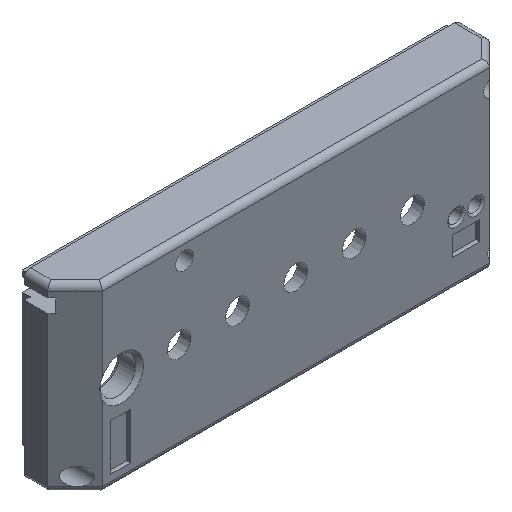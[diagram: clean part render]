
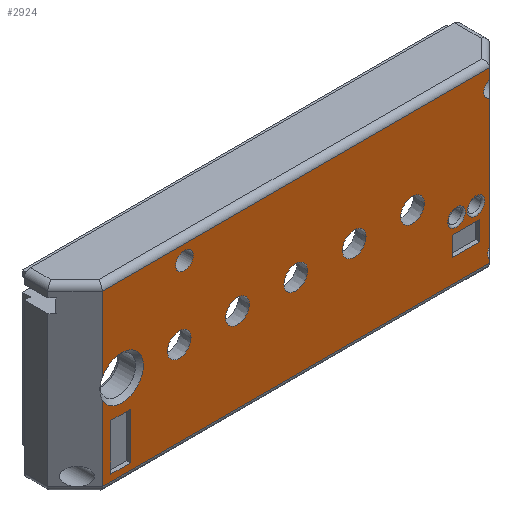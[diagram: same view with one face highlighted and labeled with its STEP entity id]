
A CAD part, isometric view. The second image highlights one B-rep face of the part: STEP entity #2924.
In plain terms, the highlighted planar face has unit normal (0, -1, 0).
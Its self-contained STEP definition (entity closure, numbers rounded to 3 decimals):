
#81=FACE_BOUND('',#377,.T.);
#82=FACE_BOUND('',#378,.T.);
#83=FACE_BOUND('',#379,.T.);
#84=FACE_BOUND('',#380,.T.);
#85=FACE_BOUND('',#381,.T.);
#86=FACE_BOUND('',#382,.T.);
#87=FACE_BOUND('',#383,.T.);
#88=FACE_BOUND('',#384,.T.);
#89=FACE_BOUND('',#385,.T.);
#90=FACE_BOUND('',#386,.T.);
#110=PLANE('',#3095);
#221=FACE_OUTER_BOUND('',#376,.T.);
#376=EDGE_LOOP('',(#2039,#2040,#2041,#2042,#2043,#2044,#2045,#2046,#2047,
#2048,#2049,#2050));
#377=EDGE_LOOP('',(#2051,#2052));
#378=EDGE_LOOP('',(#2053,#2054,#2055,#2056));
#379=EDGE_LOOP('',(#2057,#2058,#2059,#2060));
#380=EDGE_LOOP('',(#2061));
#381=EDGE_LOOP('',(#2062));
#382=EDGE_LOOP('',(#2063));
#383=EDGE_LOOP('',(#2064));
#384=EDGE_LOOP('',(#2065));
#385=EDGE_LOOP('',(#2066));
#386=EDGE_LOOP('',(#2067,#2068));
#560=CIRCLE('',#3094,5.6);
#561=CIRCLE('',#3096,2.25);
#562=CIRCLE('',#3097,2.25);
#563=CIRCLE('',#3098,2.25);
#564=CIRCLE('',#3099,2.25);
#565=CIRCLE('',#3100,2.25);
#566=CIRCLE('',#3101,2.25);
#567=CIRCLE('',#3102,3.05);
#568=CIRCLE('',#3103,3.05);
#569=CIRCLE('',#3104,3.05);
#570=CIRCLE('',#3105,3.05);
#571=CIRCLE('',#3106,3.05);
#572=CIRCLE('',#3107,2.25);
#573=CIRCLE('',#3108,2.25);
#574=CIRCLE('',#3109,2.25);
#648=LINE('',#4207,#973);
#649=LINE('',#4209,#974);
#650=LINE('',#4211,#975);
#651=LINE('',#4217,#976);
#652=LINE('',#4223,#977);
#653=LINE('',#4225,#978);
#654=LINE('',#4226,#979);
#655=LINE('',#4233,#980);
#656=LINE('',#4235,#981);
#657=LINE('',#4237,#982);
#658=LINE('',#4238,#983);
#659=LINE('',#4241,#984);
#660=LINE('',#4243,#985);
#661=LINE('',#4245,#986);
#662=LINE('',#4246,#987);
#973=VECTOR('',#3360,10.);
#974=VECTOR('',#3361,10.);
#975=VECTOR('',#3362,10.);
#976=VECTOR('',#3367,10.);
#977=VECTOR('',#3372,10.);
#978=VECTOR('',#3373,10.);
#979=VECTOR('',#3374,10.);
#980=VECTOR('',#3379,10.);
#981=VECTOR('',#3380,10.);
#982=VECTOR('',#3381,10.);
#983=VECTOR('',#3382,10.);
#984=VECTOR('',#3383,10.);
#985=VECTOR('',#3384,10.);
#986=VECTOR('',#3385,10.);
#987=VECTOR('',#3386,10.);
#1299=VERTEX_POINT('',#4192);
#1302=VERTEX_POINT('',#4200);
#1303=VERTEX_POINT('',#4206);
#1304=VERTEX_POINT('',#4208);
#1305=VERTEX_POINT('',#4210);
#1306=VERTEX_POINT('',#4212);
#1307=VERTEX_POINT('',#4214);
#1308=VERTEX_POINT('',#4216);
#1309=VERTEX_POINT('',#4218);
#1310=VERTEX_POINT('',#4220);
#1311=VERTEX_POINT('',#4222);
#1312=VERTEX_POINT('',#4224);
#1313=VERTEX_POINT('',#4227);
#1314=VERTEX_POINT('',#4228);
#1315=VERTEX_POINT('',#4231);
#1316=VERTEX_POINT('',#4232);
#1317=VERTEX_POINT('',#4234);
#1318=VERTEX_POINT('',#4236);
#1319=VERTEX_POINT('',#4239);
#1320=VERTEX_POINT('',#4240);
#1321=VERTEX_POINT('',#4242);
#1322=VERTEX_POINT('',#4244);
#1323=VERTEX_POINT('',#4247);
#1324=VERTEX_POINT('',#4249);
#1325=VERTEX_POINT('',#4251);
#1326=VERTEX_POINT('',#4253);
#1327=VERTEX_POINT('',#4255);
#1328=VERTEX_POINT('',#4257);
#1329=VERTEX_POINT('',#4259);
#1330=VERTEX_POINT('',#4260);
#1595=EDGE_CURVE('',#1302,#1299,#560,.T.);
#1596=EDGE_CURVE('',#1303,#1302,#648,.T.);
#1597=EDGE_CURVE('',#1304,#1303,#649,.T.);
#1598=EDGE_CURVE('',#1305,#1304,#650,.T.);
#1599=EDGE_CURVE('',#1306,#1305,#561,.T.);
#1600=EDGE_CURVE('',#1307,#1306,#562,.T.);
#1601=EDGE_CURVE('',#1308,#1307,#651,.T.);
#1602=EDGE_CURVE('',#1309,#1308,#563,.T.);
#1603=EDGE_CURVE('',#1310,#1309,#564,.T.);
#1604=EDGE_CURVE('',#1311,#1310,#652,.T.);
#1605=EDGE_CURVE('',#1312,#1311,#653,.T.);
#1606=EDGE_CURVE('',#1299,#1312,#654,.T.);
#1607=EDGE_CURVE('',#1313,#1314,#565,.T.);
#1608=EDGE_CURVE('',#1314,#1313,#566,.T.);
#1609=EDGE_CURVE('',#1315,#1316,#655,.T.);
#1610=EDGE_CURVE('',#1316,#1317,#656,.T.);
#1611=EDGE_CURVE('',#1317,#1318,#657,.T.);
#1612=EDGE_CURVE('',#1318,#1315,#658,.T.);
#1613=EDGE_CURVE('',#1319,#1320,#659,.T.);
#1614=EDGE_CURVE('',#1320,#1321,#660,.T.);
#1615=EDGE_CURVE('',#1321,#1322,#661,.T.);
#1616=EDGE_CURVE('',#1322,#1319,#662,.T.);
#1617=EDGE_CURVE('',#1323,#1323,#567,.T.);
#1618=EDGE_CURVE('',#1324,#1324,#568,.T.);
#1619=EDGE_CURVE('',#1325,#1325,#569,.T.);
#1620=EDGE_CURVE('',#1326,#1326,#570,.T.);
#1621=EDGE_CURVE('',#1327,#1327,#571,.T.);
#1622=EDGE_CURVE('',#1328,#1328,#572,.T.);
#1623=EDGE_CURVE('',#1329,#1330,#573,.T.);
#1624=EDGE_CURVE('',#1330,#1329,#574,.T.);
#2039=ORIENTED_EDGE('',*,*,#1595,.F.);
#2040=ORIENTED_EDGE('',*,*,#1596,.F.);
#2041=ORIENTED_EDGE('',*,*,#1597,.F.);
#2042=ORIENTED_EDGE('',*,*,#1598,.F.);
#2043=ORIENTED_EDGE('',*,*,#1599,.F.);
#2044=ORIENTED_EDGE('',*,*,#1600,.F.);
#2045=ORIENTED_EDGE('',*,*,#1601,.F.);
#2046=ORIENTED_EDGE('',*,*,#1602,.F.);
#2047=ORIENTED_EDGE('',*,*,#1603,.F.);
#2048=ORIENTED_EDGE('',*,*,#1604,.F.);
#2049=ORIENTED_EDGE('',*,*,#1605,.F.);
#2050=ORIENTED_EDGE('',*,*,#1606,.F.);
#2051=ORIENTED_EDGE('',*,*,#1607,.F.);
#2052=ORIENTED_EDGE('',*,*,#1608,.F.);
#2053=ORIENTED_EDGE('',*,*,#1609,.T.);
#2054=ORIENTED_EDGE('',*,*,#1610,.T.);
#2055=ORIENTED_EDGE('',*,*,#1611,.T.);
#2056=ORIENTED_EDGE('',*,*,#1612,.T.);
#2057=ORIENTED_EDGE('',*,*,#1613,.T.);
#2058=ORIENTED_EDGE('',*,*,#1614,.T.);
#2059=ORIENTED_EDGE('',*,*,#1615,.T.);
#2060=ORIENTED_EDGE('',*,*,#1616,.T.);
#2061=ORIENTED_EDGE('',*,*,#1617,.T.);
#2062=ORIENTED_EDGE('',*,*,#1618,.T.);
#2063=ORIENTED_EDGE('',*,*,#1619,.T.);
#2064=ORIENTED_EDGE('',*,*,#1620,.T.);
#2065=ORIENTED_EDGE('',*,*,#1621,.T.);
#2066=ORIENTED_EDGE('',*,*,#1622,.F.);
#2067=ORIENTED_EDGE('',*,*,#1623,.F.);
#2068=ORIENTED_EDGE('',*,*,#1624,.F.);
#2924=ADVANCED_FACE('',(#221,#81,#82,#83,#84,#85,#86,#87,#88,#89,#90),#110,
 .F.);
#3094=AXIS2_PLACEMENT_3D('',#4204,#3356,#3357);
#3095=AXIS2_PLACEMENT_3D('',#4205,#3358,#3359);
#3096=AXIS2_PLACEMENT_3D('',#4213,#3363,#3364);
#3097=AXIS2_PLACEMENT_3D('',#4215,#3365,#3366);
#3098=AXIS2_PLACEMENT_3D('',#4219,#3368,#3369);
#3099=AXIS2_PLACEMENT_3D('',#4221,#3370,#3371);
#3100=AXIS2_PLACEMENT_3D('',#4229,#3375,#3376);
#3101=AXIS2_PLACEMENT_3D('',#4230,#3377,#3378);
#3102=AXIS2_PLACEMENT_3D('',#4248,#3387,#3388);
#3103=AXIS2_PLACEMENT_3D('',#4250,#3389,#3390);
#3104=AXIS2_PLACEMENT_3D('',#4252,#3391,#3392);
#3105=AXIS2_PLACEMENT_3D('',#4254,#3393,#3394);
#3106=AXIS2_PLACEMENT_3D('',#4256,#3395,#3396);
#3107=AXIS2_PLACEMENT_3D('',#4258,#3397,#3398);
#3108=AXIS2_PLACEMENT_3D('',#4261,#3399,#3400);
#3109=AXIS2_PLACEMENT_3D('',#4262,#3401,#3402);
#3356=DIRECTION('center_axis',(0.,-1.,0.));
#3357=DIRECTION('ref_axis',(1.,0.,0.));
#3358=DIRECTION('center_axis',(0.,1.,0.));
#3359=DIRECTION('ref_axis',(1.,0.,0.));
#3360=DIRECTION('',(0.,0.,1.));
#3361=DIRECTION('',(-1.,0.,0.));
#3362=DIRECTION('',(0.,0.,-1.));
#3363=DIRECTION('center_axis',(0.,-1.,0.));
#3364=DIRECTION('ref_axis',(1.,0.,0.));
#3365=DIRECTION('center_axis',(0.,-1.,0.));
#3366=DIRECTION('ref_axis',(1.,0.,0.));
#3367=DIRECTION('',(0.,0.,-1.));
#3368=DIRECTION('center_axis',(0.,-1.,0.));
#3369=DIRECTION('ref_axis',(1.,0.,0.));
#3370=DIRECTION('center_axis',(0.,-1.,0.));
#3371=DIRECTION('ref_axis',(1.,0.,0.));
#3372=DIRECTION('',(0.,0.,-1.));
#3373=DIRECTION('',(1.,0.,0.));
#3374=DIRECTION('',(0.,0.,1.));
#3375=DIRECTION('center_axis',(0.,-1.,0.));
#3376=DIRECTION('ref_axis',(1.,0.,0.));
#3377=DIRECTION('center_axis',(0.,-1.,0.));
#3378=DIRECTION('ref_axis',(1.,0.,0.));
#3379=DIRECTION('',(-1.,0.,0.));
#3380=DIRECTION('',(0.,0.,1.));
#3381=DIRECTION('',(1.,0.,0.));
#3382=DIRECTION('',(0.,0.,-1.));
#3383=DIRECTION('',(0.,0.,-1.));
#3384=DIRECTION('',(-1.,0.,0.));
#3385=DIRECTION('',(0.,0.,1.));
#3386=DIRECTION('',(1.,0.,0.));
#3387=DIRECTION('center_axis',(0.,1.,0.));
#3388=DIRECTION('ref_axis',(1.,0.,0.));
#3389=DIRECTION('center_axis',(0.,1.,0.));
#3390=DIRECTION('ref_axis',(1.,0.,0.));
#3391=DIRECTION('center_axis',(0.,1.,0.));
#3392=DIRECTION('ref_axis',(1.,0.,0.));
#3393=DIRECTION('center_axis',(0.,1.,0.));
#3394=DIRECTION('ref_axis',(1.,0.,0.));
#3395=DIRECTION('center_axis',(0.,1.,0.));
#3396=DIRECTION('ref_axis',(1.,0.,0.));
#3397=DIRECTION('center_axis',(0.,-1.,0.));
#3398=DIRECTION('ref_axis',(1.,0.,0.));
#3399=DIRECTION('center_axis',(0.,-1.,0.));
#3400=DIRECTION('ref_axis',(1.,0.,0.));
#3401=DIRECTION('center_axis',(0.,-1.,0.));
#3402=DIRECTION('ref_axis',(1.,0.,0.));
#4192=CARTESIAN_POINT('',(-49.8,0.,2.522));
#4200=CARTESIAN_POINT('',(-49.8,0.,-2.522));
#4204=CARTESIAN_POINT('Origin',(-44.8,0.,0.));
#4205=CARTESIAN_POINT('Origin',(-0.75,0.,0.05));
#4206=CARTESIAN_POINT('',(-49.8,0.,-21.7));
#4207=CARTESIAN_POINT('',(-49.8,0.,-11.575));
#4208=CARTESIAN_POINT('',(49.8,0.,-21.7));
#4209=CARTESIAN_POINT('',(27.275,0.,-21.7));
#4210=CARTESIAN_POINT('',(49.8,0.,-20.864));
#4211=CARTESIAN_POINT('',(49.8,0.,11.675));
#4212=CARTESIAN_POINT('',(49.3,0.,-19.45));
#4213=CARTESIAN_POINT('Origin',(51.55,0.,-19.45));
#4214=CARTESIAN_POINT('',(49.8,0.,-18.036));
#4215=CARTESIAN_POINT('Origin',(51.55,0.,-19.45));
#4216=CARTESIAN_POINT('',(49.8,0.,14.929));
#4217=CARTESIAN_POINT('',(49.8,0.,11.675));
#4218=CARTESIAN_POINT('',(48.3,0.,17.05));
#4219=CARTESIAN_POINT('Origin',(50.55,0.,17.05));
#4220=CARTESIAN_POINT('',(49.8,0.,19.171));
#4221=CARTESIAN_POINT('Origin',(50.55,0.,17.05));
#4222=CARTESIAN_POINT('',(49.8,0.,21.8));
#4223=CARTESIAN_POINT('',(49.8,0.,11.675));
#4224=CARTESIAN_POINT('',(-49.8,0.,21.8));
#4225=CARTESIAN_POINT('',(-28.775,0.,21.8));
#4226=CARTESIAN_POINT('',(-49.8,0.,-11.575));
#4227=CARTESIAN_POINT('',(39.05,0.,-7.25));
#4228=CARTESIAN_POINT('',(41.3,0.,-5.));
#4229=CARTESIAN_POINT('Origin',(41.3,0.,-7.25));
#4230=CARTESIAN_POINT('Origin',(41.3,0.,-7.25));
#4231=CARTESIAN_POINT('',(47.314,0.,-15.76));
#4232=CARTESIAN_POINT('',(40.349,0.,-15.76));
#4233=CARTESIAN_POINT('',(23.282,0.,-15.76));
#4234=CARTESIAN_POINT('',(40.349,0.,-10.76));
#4235=CARTESIAN_POINT('',(40.349,0.,-7.855));
#4236=CARTESIAN_POINT('',(47.314,0.,-10.76));
#4237=CARTESIAN_POINT('',(19.799,0.,-10.76));
#4238=CARTESIAN_POINT('',(47.314,0.,-5.355));
#4239=CARTESIAN_POINT('',(-42.583,0.,-8.11));
#4240=CARTESIAN_POINT('',(-42.583,0.,-20.053));
#4241=CARTESIAN_POINT('',(-42.583,0.,-4.03));
#4242=CARTESIAN_POINT('',(-47.583,0.,-20.053));
#4243=CARTESIAN_POINT('',(-21.666,0.,-20.053));
#4244=CARTESIAN_POINT('',(-47.583,0.,-8.11));
#4245=CARTESIAN_POINT('',(-47.583,0.,-10.002));
#4246=CARTESIAN_POINT('',(-24.166,0.,-8.11));
#4247=CARTESIAN_POINT('',(11.95,0.,0.));
#4248=CARTESIAN_POINT('Origin',(15.,0.,0.));
#4249=CARTESIAN_POINT('',(-18.05,0.,0.));
#4250=CARTESIAN_POINT('Origin',(-15.,0.,0.));
#4251=CARTESIAN_POINT('',(26.95,0.,0.));
#4252=CARTESIAN_POINT('Origin',(30.,0.,0.));
#4253=CARTESIAN_POINT('',(-33.05,0.,0.));
#4254=CARTESIAN_POINT('Origin',(-30.,0.,0.));
#4255=CARTESIAN_POINT('',(-3.05,0.,0.));
#4256=CARTESIAN_POINT('Origin',(0.,0.,0.));
#4257=CARTESIAN_POINT('',(-30.9,0.,18.05));
#4258=CARTESIAN_POINT('Origin',(-28.65,0.,18.05));
#4259=CARTESIAN_POINT('',(44.05,0.,-7.25));
#4260=CARTESIAN_POINT('',(46.3,0.,-5.));
#4261=CARTESIAN_POINT('Origin',(46.3,0.,-7.25));
#4262=CARTESIAN_POINT('Origin',(46.3,0.,-7.25));
